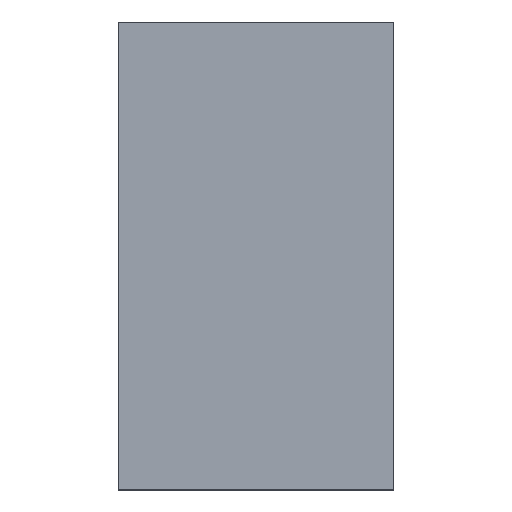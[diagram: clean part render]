
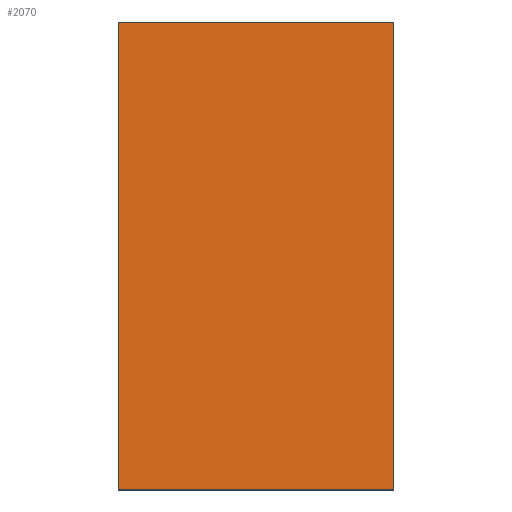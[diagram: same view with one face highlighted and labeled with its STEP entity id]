
A CAD part, top view. The second image highlights one B-rep face of the part: STEP entity #2070.
In plain terms, the highlighted face is planar.
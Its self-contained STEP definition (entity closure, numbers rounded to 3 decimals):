
#530=CARTESIAN_POINT('',(-1058.985,346.544,0.));
#540=VERTEX_POINT('',#530);
#570=CARTESIAN_POINT('',(-1244.139,346.544,0.));
#580=DIRECTION('',(1.,0.,0.));
#590=VECTOR('',#580,1.);
#600=LINE('',#570,#590);
#610=CARTESIAN_POINT('',(-1069.485,346.544,0.));
#620=VERTEX_POINT('',#610);
#630=EDGE_CURVE('',#620,#540,#600,.T.);
#1630=CARTESIAN_POINT('',(-1058.985,346.544,6.15));
#1640=VERTEX_POINT('',#1630);
#1670=CARTESIAN_POINT('',(-1058.985,346.544,6.6));
#1680=DIRECTION('',(0.,0.,1.));
#1690=VECTOR('',#1680,1.);
#1700=LINE('',#1670,#1690);
#1710=EDGE_CURVE('',#540,#1640,#1700,.T.);
#1840=CARTESIAN_POINT('',(-1069.485,346.544,0.));
#1850=DIRECTION('',(-0.,1.,0.));
#1860=DIRECTION('',(1.,0.,0.));
#1870=AXIS2_PLACEMENT_3D('',#1840,#1850,#1860);
#1880=PLANE('',#1870);
#1890=CARTESIAN_POINT('',(-1244.139,346.544,6.15));
#1900=DIRECTION('',(1.,0.,0.));
#1910=VECTOR('',#1900,1.);
#1920=LINE('',#1890,#1910);
#1930=CARTESIAN_POINT('',(-1069.485,346.544,6.15));
#1940=VERTEX_POINT('',#1930);
#1950=EDGE_CURVE('',#1940,#1640,#1920,.T.);
#1960=ORIENTED_EDGE('',*,*,#1950,.T.);
#1970=CARTESIAN_POINT('',(-1069.485,346.544,6.6));
#1980=DIRECTION('',(0.,0.,1.));
#1990=VECTOR('',#1980,1.);
#2000=LINE('',#1970,#1990);
#2010=EDGE_CURVE('',#620,#1940,#2000,.T.);
#2020=ORIENTED_EDGE('',*,*,#2010,.T.);
#2030=ORIENTED_EDGE('',*,*,#630,.F.);
#2040=ORIENTED_EDGE('',*,*,#1710,.F.);
#2050=EDGE_LOOP('',(#2040,#2030,#2020,#1960));
#2060=FACE_OUTER_BOUND('',#2050,.T.);
#2070=ADVANCED_FACE('',(#2060),#1880,.T.);
